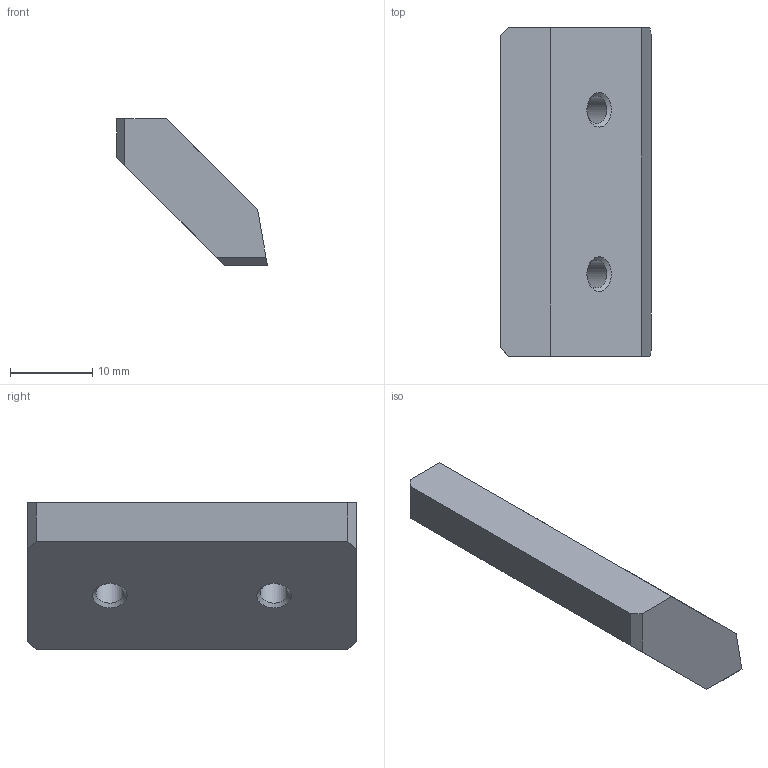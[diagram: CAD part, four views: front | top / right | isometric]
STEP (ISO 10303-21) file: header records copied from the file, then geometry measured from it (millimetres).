
FILE_DESCRIPTION(/* description */ ('STEP AP214'),/* implementation_level */ '2;1');
FILE_NAME(/* name */ '60ac04fac181fc0f61a7965e',/* time_stamp */ '2021-05-24T19:56:43+00:00',/* author */ (''),/* organization */ (''),/* preprocessor_version */ 'ST-DEVELOPER v18.1',/* originating_system */ ' ',/* authorisation */ ' ');
FILE_SCHEMA (('AUTOMOTIVE_DESIGN {1 0 10303 214 3 1 1}'));
Length unit declared in the file: metre
Products named in the file (1): left_right_midclip_x2
Bounding box: 18.37 x 40 x 17.85 mm (x, y, z)
Volume: 6376.6 mm3; surface area: 2716.2 mm2
Topology: 1 solids, 1 shells, 18 faces, 44 edges, 28 vertices
Faces by surface type: plane 12, cone 4, cylinder 2
Full cylindrical faces by diameter (mm): 3.4 x2
Entity records: 532 total; most frequent: CARTESIAN_POINT 85, DIRECTION 84, ORIENTED_EDGE 76, EDGE_CURVE 38, LINE 30, VECTOR 30, VERTEX_POINT 28, EDGE_LOOP 28
